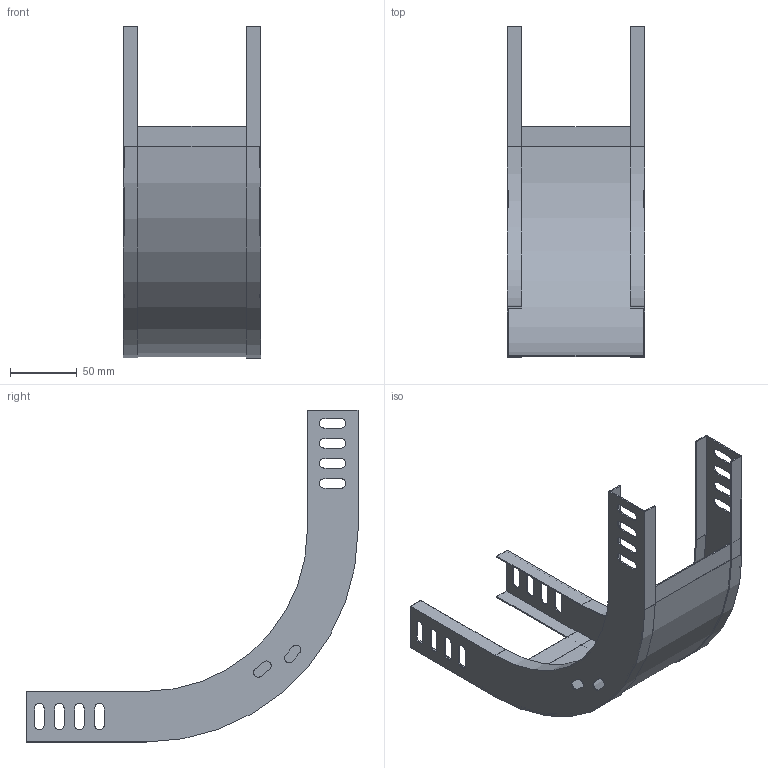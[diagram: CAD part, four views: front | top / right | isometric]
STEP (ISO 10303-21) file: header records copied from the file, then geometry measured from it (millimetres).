
FILE_DESCRIPTION (( 'STEP AP214' ), '1' );
FILE_NAME ('7007174.stp', '2022-03-10T15:21:36', ( '' ), ( '' ), 'SwSTEP 2.0', 'SolidWorks 2020', '' );
FILE_SCHEMA (( 'AUTOMOTIVE_DESIGN' ));
Length unit declared in the file: millimetre
Products named in the file (3): 7007174; 002196_Bodenblech RBV 310 S; 002191_Seitenholm RBV 35
Assembly tree (3 placements, depth 2):
  7007174
    002191_Seitenholm RBV 35  x2
    002196_Bodenblech RBV 310 S
Bounding box: 103 x 248.75 x 248.75 mm (x, y, z)
Volume: 71832.6 mm3; surface area: 147170.3 mm2
Topology: 3 solids, 3 shells, 130 faces, 364 edges, 240 vertices
Faces by surface type: plane 80, cylinder 50
Entity records: 2426 total; most frequent: DIRECTION 404, CARTESIAN_POINT 402, ORIENTED_EDGE 392, EDGE_CURVE 196, VECTOR 144, LINE 144, AXIS2_PLACEMENT_3D 130, VERTEX_POINT 128
